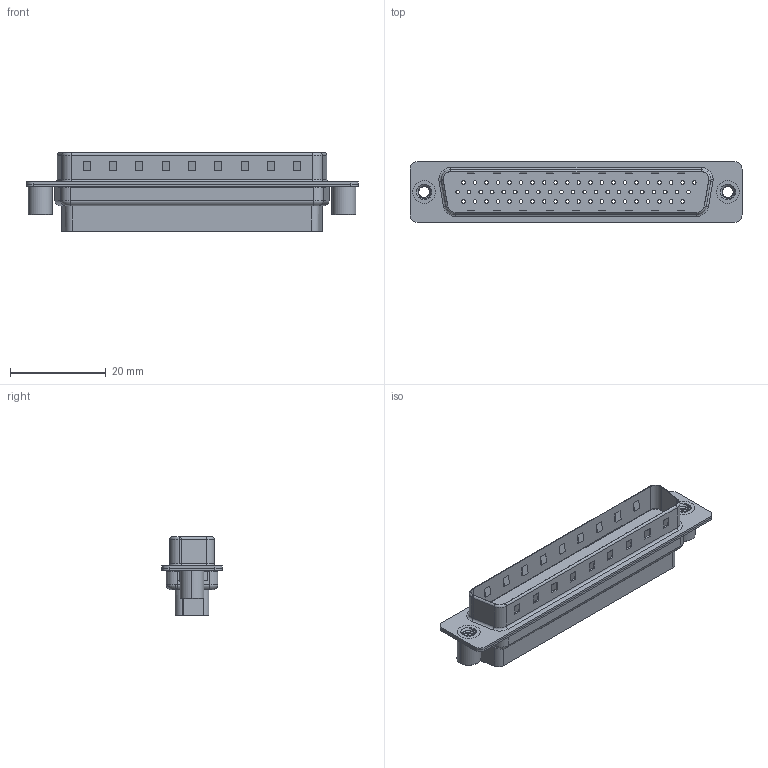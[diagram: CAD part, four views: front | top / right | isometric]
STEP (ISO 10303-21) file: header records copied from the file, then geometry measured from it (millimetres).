
FILE_DESCRIPTION (( 'STEP AP203' ), '1' );
FILE_NAME ('637-062-010-049.STEP', '2020-07-17T21:26:47', ( '' ), ( '' ), 'SwSTEP 2.0', 'SolidWorks 2020', '' );
FILE_SCHEMA (( 'CONFIG_CONTROL_DESIGN' ));
Length unit declared in the file: millimetre
Products named in the file (5): 637 Housing_62 Contacts HP; 637 Shell Front_62 Contacts; 637 Shell Rear_62 Contacts; 637 4-40 Threaded Standoff BS; 637-062-010-049
Assembly tree (5 placements, depth 2):
  637-062-010-049
    637 Housing_62 Contacts HP
    637 Shell Front_62 Contacts
    637 Shell Rear_62 Contacts
    637 4-40 Threaded Standoff BS  x2
Bounding box: 69.4 x 12.6 x 16.4 mm (x, y, z)
Volume: 4253.5 mm3; surface area: 9982.8 mm2
Topology: 5 solids, 5 shells, 930 faces, 2237 edges, 1452 vertices
Faces by surface type: cylinder 533, plane 327, torus 50, cone 14, bspline 6
Entity records: 28548 total; most frequent: CARTESIAN_POINT 6187, DIRECTION 4881, ORIENTED_EDGE 4248, EDGE_CURVE 2124, AXIS2_PLACEMENT_3D 1933, VERTEX_POINT 1379, EDGE_LOOP 1193, CIRCLE 1042
